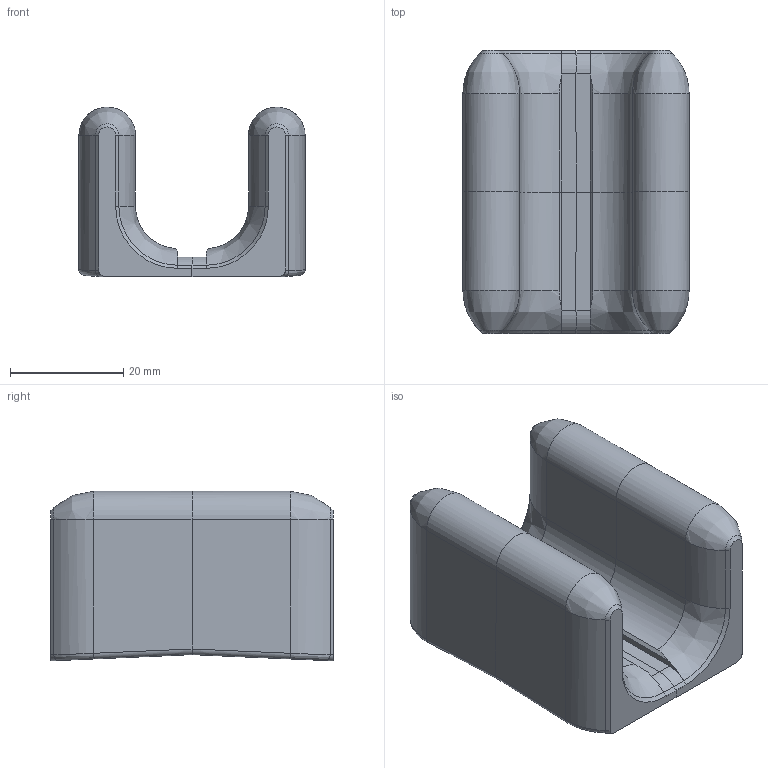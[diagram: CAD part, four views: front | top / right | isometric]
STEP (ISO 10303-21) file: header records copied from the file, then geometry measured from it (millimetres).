
FILE_DESCRIPTION(('FreeCAD Model'),'2;1');
FILE_NAME('Open CASCADE Shape Model','2023-12-11T11:18:52',(''),(''), 'Open CASCADE STEP processor 7.6','FreeCAD','Unknown');
FILE_SCHEMA(('AUTOMOTIVE_DESIGN { 1 0 10303 214 1 1 1 1 }'));
Length unit declared in the file: millimetre
Products named in the file (1): Body
Bounding box: 40 x 50 x 30 mm (x, y, z)
Volume: 31514.3 mm3; surface area: 9425.9 mm2
Topology: 1 solids, 1 shells, 91 faces, 202 edges, 113 vertices
Faces by surface type: plane 43, cylinder 28, bspline 12, cone 8
Entity records: 7016 total; most frequent: CARTESIAN_POINT 3101, DIRECTION 677, LINE 437, VECTOR 437, ORIENTED_EDGE 404, PCURVE 404, DEFINITIONAL_REPRESENTATION 404, EDGE_CURVE 202
